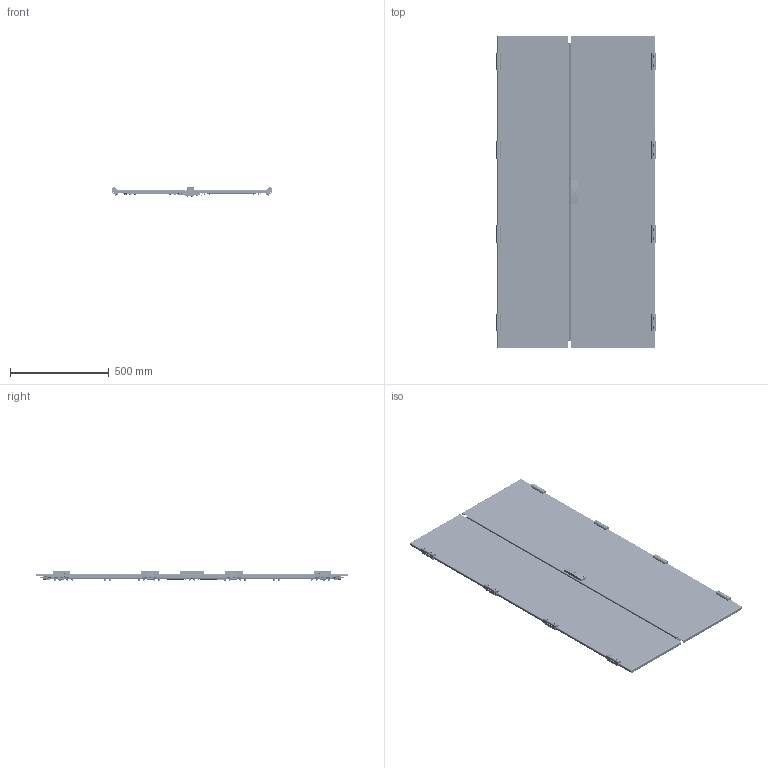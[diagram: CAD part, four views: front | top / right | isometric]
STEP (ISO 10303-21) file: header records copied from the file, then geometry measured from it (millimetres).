
FILE_DESCRIPTION (( 'STEP AP203' ), '1' );
FILE_NAME ('UR88307216080 Äâåðü ãëóõàÿ äâóõñòâîð÷àòàÿ RS52 160.80 ÍÏ ÍÌÇ (000.801.690).STEP', '2022-04-11T11:47:58', ( '' ), ( '' ), 'SwSTEP 2.0', 'SolidWorks 2017', '' );
FILE_SCHEMA (( 'CONFIG_CONTROL_DESIGN' ));
Length unit declared in the file: millimetre
Products named in the file (60): 嵑殧趌11371_5; 000.800.086 Ïëàíêà çàïîðíàÿ LC3_01 (160.00); Øïèëüêà ðåçüáîâàÿ Ì6_Œ6å12; Óïëîòíèòåëü PS-019 (16x5) óïîðà äâåðè RS52; 029-456 Ñîåäèíèòåëü óãëîâîé ðàìêè äâåðè RS52 ÃË; 000.169.195 Óïîð äâåðè; 000.203.359 Äâåðü ëåâàÿ RS52 160.00 ÍÏ ÍÌÇ_00 (160.80); 000.800.075 Ïåòëÿ íàðóæíàÿ LC3_‡ ªàëâ®; Âèíò DIN 7984 TORX_Œ5å10; Óïëîòíèòåëü ÏÏÓ äëÿ äâåðè ïðàâîé LC3_06 (160å40); 000.210.665 Îñíîâàíèå äâåðè ïðàâîé RS52 160.00 ÍÏ ÍÌÇ_00 (160.80); 040-228 Ñêîáà; Øïèëüêà ðåçüáîâàÿ Ì6_Œ5å12; Óïëîòíèòåëü ÏÏÓ äëÿ äâåðè ëåâîé LC3_06 (160å40); 028-98 Ñêîáà; Óïëîòíèòåëü òèï Å äâåðè ëåâîé RS52; 028-142 ﾒ聰_03; 026-877 赶鎀鍧; 000.210.664 Îñíîâàíèå äâåðè ëåâîé RS52 160.00 ÍÏ ÍÌÇ_00 (160.80); Øïèëüêà çàçåìëåíèÿ CKF CS_Œ6å16; 000.169.194 Óïîð äâåðè; Âèíò DIN 7500 C TORX_Œ5å16; 025-245 Ïëàíêà çàïîðíàÿ LC3_01 (160.00); Ãàéêà øåñòèãðàííàÿ âûñîêàÿ ñàìîñòîïîðÿùàÿñÿ ñ ôëàíöåì ÃÎÑÒ ISO 7043_Œ6; 000.800.124 Ìåõàíèçì çàïîðíûé äâóõñòâîð÷àòîé äâåðè RS52_03; 嵑殧趌6402_5; 037-53 Âíóòðåííÿÿ ÷àñòü ïåòëè íàðóæíîé; Çàêëåïêà òÿãîâàÿ ãëóõàÿ_4,8å10_5¬¬; 000.169.189 Êðîíøòåéí â ñáîðå; 050-61 鎗鵻罻; 040-172 Ïëàíêà çàïîðíàÿ_00; Ãàéêà Ýðèêñîíà Ì5 ñ ïëîñêîé ãîëîâêîé; 028-132 Òÿãà ïëîñêàÿ_00 (¢¥àå­ïï); 028-149 Ðû÷àã íîâûé; Âèíò ISO 10642 TX_Œ5å16; 028-132 Òÿãà ïëîñêàÿ_01 (­¨¦­ïï); UR88307216080 Äâåðü ãëóõàÿ äâóõñòâîð÷àòàÿ RS52 160.80 ÍÏ ÍÌÇ (000.801.690); Øïèëüêà ðåçüáîâàÿ ñ î÷èñòêîé îò êðàñêè_Œ6å12; 028-135 栴鍕趌1; Âèíò ISO 10642 TX_Œ5å10 ...
Assembly tree (278 placements, depth 5):
  UR88307216080 Äâåðü ãëóõàÿ äâóõñòâîð÷àòàÿ RS52 160.80 ÍÏ ÍÌÇ (000.801.690)
    000.203.360 Äâåðü ïðàâàÿ RS52 160.00 ÍÏ ÍÌÇ_00 (160.80)
      000.210.665 Îñíîâàíèå äâåðè ïðàâîé RS52 160.00 ÍÏ ÍÌÇ_00 (160.80)
        012-2149 Ïàíåëü äâåðè ïðàâîé RS52 160.00 ÍÏ ÍÌÇ_00 (160.80)
        Øïèëüêà ðåçüáîâàÿ Ì6_Œ5å12  x10
        Øïèëüêà çàçåìëåíèÿ CKF CS_Œ6å16  x2
        Øïèëüêà ðåçüáîâàÿ Ì6_Œ6å12  x6
      MS896 Çàìîê-íàêëàäêà îñíîâíàÿ äëÿ LC_Žâªàëâ®
      Âèíò ISO 10642 TX_Œ5å10  x2
      040-172 Ïëàíêà çàïîðíàÿ_00
      000.800.086 Ïëàíêà çàïîðíàÿ LC3_01 (160.00)
        025-244 Ïëàíêà çàïîðíàÿ LC3_01 (160.00)
        028-98 Ñêîáà  x2
      000.800.087 Ïëàíêà çàïîðíàÿ LC3_01 (160.00)
        025-245 Ïëàíêà çàïîðíàÿ LC3_01 (160.00)
        028-98 Ñêîáà  x2
      Øàéáà 6402 Ò_Œ6  x6
      Ãàéêà øåñòèãðàííàÿ âûñîêàÿ ñàìîñòîïîðÿùàÿñÿ ñ ôëàíöåì ÃÎÑÒ ISO 7043_Œ6  x6
      000.231.065 Ðàìà óñèëèâàþùàÿ RS52_08 (160.40)
        Âèíò DIN 7500 C TORX_Œ5å16  x8
        054-265 砐櫇謥玁縺 襠_00  x2
        054-264 栺鍣罻 襠_02  x2
        029-456 Ñîåäèíèòåëü óãëîâîé ðàìêè äâåðè RS52 ÃË  x4
      Ãàéêà Ýðèêñîíà Ì5 ñ ïëîñêîé ãîëîâêîé  x10
      Óïëîòíèòåëü ÏÏÓ äëÿ äâåðè ïðàâîé LC3_06 (160å40)
    000.203.359 Äâåðü ëåâàÿ RS52 160.00 ÍÏ ÍÌÇ_00 (160.80)
      000.210.664 Îñíîâàíèå äâåðè ëåâîé RS52 160.00 ÍÏ ÍÌÇ_00 (160.80)
        012-2148 Ïàíåëü äâåðè ëåâîé RS52 160.00 ÍÏ ÍÌÇ_00 (160.80)
        Øïèëüêà ðåçüáîâàÿ Ì6_Œ5å12  x24
        Øïèëüêà çàçåìëåíèÿ CKF CS_Œ6å16  x2
      000.231.065 Ðàìà óñèëèâàþùàÿ RS52_08 (160.40)
        Âèíò DIN 7500 C TORX_Œ5å16  x8
        054-265 砐櫇謥玁縺 襠_00  x2
        054-264 栺鍣罻 襠_02  x2
        029-456 Ñîåäèíèòåëü óãëîâîé ðàìêè äâåðè RS52 ÃË  x4
      Ãàéêà Ýðèêñîíà Ì5 ñ ïëîñêîé ãîëîâêîé  x10
      Óïëîòíèòåëü ÏÏÓ äëÿ äâåðè ëåâîé LC3_06 (160å40)
      028-135 栴鍕趌1  x4
      Çàêëåïêà ðåçüáîâàÿ óìåíüøåííûé áîðòèê øåñòèãðàííàÿ_Œ5å14  x8
      Âèíò ISO 10642 TX_Œ5å16  x8
      Óïëîòíèòåëü òèï Å äâåðè ëåâîé RS52  x2
      000.169.189 Êðîíøòåéí â ñáîðå  x6
        026-877 赶鎀鍧
        Øïèëüêà ðåçüáîâàÿ ñ î÷èñòêîé îò êðàñêè_Œ6å12
      蹴濋趌5915_M5  x14
      嵑殧趌6402_5  x14
      嵑殧趌11371_5  x14
      Øàéáà 6402 Ò_Œ6  x6
      050-61 鎗鵻罻  x6
      Ãàéêà øåñòèãðàííàÿ âûñîêàÿ ñàìîñòîïîðÿùàÿñÿ ñ ôëàíöåì ÃÎÑÒ ISO 7043_Œ6  x6
      000.800.124 Ìåõàíèçì çàïîðíûé äâóõñòâîð÷àòîé äâåðè RS52_03
        028-142 ﾒ聰_03  x2
        000.800.123 Ìåõàíèçì çàïîðíûé RS52_‡ ªàëâ®
          028-132 Òÿãà ïëîñêàÿ_00 (¢¥àå­ïï)
          028-132 Òÿãà ïëîñêàÿ_01 (­¨¦­ïï)
          064-14 ﾘ琺矜  x3
          Çàêëåïêà òÿãîâàÿ ãëóõàÿ_4,8å12_6¬¬  x3
          026-790 Óãîëîê çàïîðíîãî ìåõàíèçìà
          028-149 Ðû÷àã íîâûé
        Çàêëåïêà òÿãîâàÿ ãëóõàÿ_4,8å10_5¬¬  x2
Bounding box: 805.8 x 1584 x 55 mm (x, y, z)
Volume: 4394753.1 mm3; surface area: 4409788.6 mm2
Topology: 333 solids, 337 shells, 11125 faces, 28034 edges, 17443 vertices
Faces by surface type: cylinder 4633, plane 4374, cone 1064, torus 596, bspline 408, sphere 50
Entity records: 89080 total; most frequent: CARTESIAN_POINT 19020, DIRECTION 12793, ORIENTED_EDGE 11446, EDGE_CURVE 5726, AXIS2_PLACEMENT_3D 4801, VERTEX_POINT 3568, VECTOR 3191, LINE 3191
